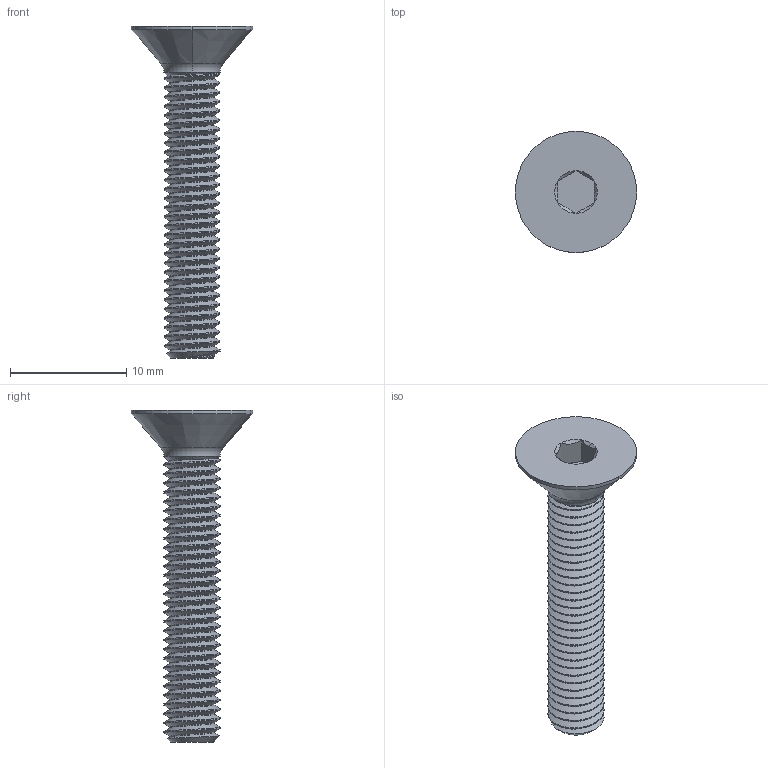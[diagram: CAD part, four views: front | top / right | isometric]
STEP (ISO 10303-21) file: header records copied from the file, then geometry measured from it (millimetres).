
FILE_DESCRIPTION (( 'STEP AP203' ), '1' );
FILE_NAME ('90585A137.step', '2014-02-17T19:59:32', ( 'Admin' ), ( 'Microsoft' ), 'SwSTEP 2.0', 'SolidWorks 2012', '' );
FILE_SCHEMA (( 'CONFIG_CONTROL_DESIGN' ));
Length unit declared in the file: inch
Products named in the file (1): 90585A137
Bounding box: 10.44 x 10.44 x 28.57 mm (x, y, z)
Volume: 531.4 mm3; surface area: 819.5 mm2
Topology: 1 solids, 1 shells, 154 faces, 434 edges, 283 vertices
Faces by surface type: cylinder 125, cone 16, plane 9, torus 2, bspline 2
Entity records: 8677 total; most frequent: CARTESIAN_POINT 5373, ORIENTED_EDGE 868, DIRECTION 506, EDGE_CURVE 434, VERTEX_POINT 283, AXIS2_PLACEMENT_3D 181, EDGE_LOOP 155, FACE_OUTER_BOUND 154
